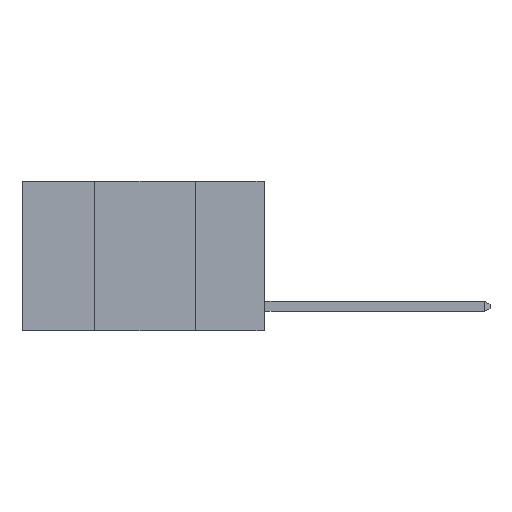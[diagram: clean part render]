
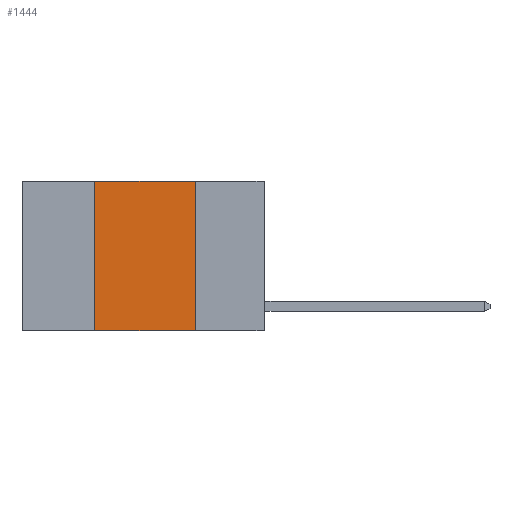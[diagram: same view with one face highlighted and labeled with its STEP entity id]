
A CAD part, left-side view. The second image highlights one B-rep face of the part: STEP entity #1444.
In plain terms, the highlighted planar face has unit normal (-1, 0, 0).
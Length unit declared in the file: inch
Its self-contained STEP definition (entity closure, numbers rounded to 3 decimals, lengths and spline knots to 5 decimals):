
#123 = LINE ( 'NONE', #7571, #8335 ) ;
#462 = CARTESIAN_POINT ( 'NONE',  ( 0., 0.42, 0. ) ) ;
#607 = DIRECTION ( 'NONE',  ( 0., 0., -1. ) ) ;
#710 = LINE ( 'NONE', #2740, #7248 ) ;
#826 = VERTEX_POINT ( 'NONE', #462 ) ;
#854 = ORIENTED_EDGE ( 'NONE', *, *, #7856, .F. ) ;
#874 = DIRECTION ( 'NONE',  ( 0., -1., 0. ) ) ;
#1424 = EDGE_CURVE ( 'NONE', #5182, #9883, #8977, .T. ) ;
#1444 = ADVANCED_FACE ( 'NONE', ( #2652 ), #4379, .F. ) ;
#2099 = VECTOR ( 'NONE', #2684, 39.37008 ) ;
#2652 = FACE_OUTER_BOUND ( 'NONE', #8441, .T. ) ;
#2684 = DIRECTION ( 'NONE',  ( 0., 0., 1. ) ) ;
#2740 = CARTESIAN_POINT ( 'NONE',  ( 0., 0.6, 0. ) ) ;
#2886 = DIRECTION ( 'NONE',  ( 1., 0., 0. ) ) ;
#2913 = VECTOR ( 'NONE', #874, 39.37008 ) ;
#3545 = EDGE_CURVE ( 'NONE', #826, #7667, #710, .T. ) ;
#3769 = CARTESIAN_POINT ( 'NONE',  ( 0., 0.42, -0.37 ) ) ;
#4379 = PLANE ( 'NONE',  #5589 ) ;
#4633 = DIRECTION ( 'NONE',  ( 0., 0., -1. ) ) ;
#5046 = CARTESIAN_POINT ( 'NONE',  ( 0., 0.42, 0. ) ) ;
#5114 = CARTESIAN_POINT ( 'NONE',  ( 0., 0.6, 0. ) ) ;
#5182 = VERTEX_POINT ( 'NONE', #3769 ) ;
#5200 = ORIENTED_EDGE ( 'NONE', *, *, #1424, .T. ) ;
#5589 = AXIS2_PLACEMENT_3D ( 'NONE', #5114, #2886, #607 ) ;
#6015 = LINE ( 'NONE', #5046, #2099 ) ;
#6717 = EDGE_CURVE ( 'NONE', #7667, #9883, #123, .T. ) ;
#6924 = ORIENTED_EDGE ( 'NONE', *, *, #6717, .F. ) ;
#6933 = CARTESIAN_POINT ( 'NONE',  ( 0., 0.17, 0. ) ) ;
#7136 = CARTESIAN_POINT ( 'NONE',  ( 0., 0.6, -0.37 ) ) ;
#7248 = VECTOR ( 'NONE', #8066, 39.37008 ) ;
#7571 = CARTESIAN_POINT ( 'NONE',  ( 0., 0.17, 0. ) ) ;
#7667 = VERTEX_POINT ( 'NONE', #6933 ) ;
#7856 = EDGE_CURVE ( 'NONE', #5182, #826, #6015, .T. ) ;
#8066 = DIRECTION ( 'NONE',  ( 0., -1., 0. ) ) ;
#8335 = VECTOR ( 'NONE', #4633, 39.37008 ) ;
#8441 = EDGE_LOOP ( 'NONE', ( #6924, #8930, #854, #5200 ) ) ;
#8479 = CARTESIAN_POINT ( 'NONE',  ( 0., 0.17, -0.37 ) ) ;
#8930 = ORIENTED_EDGE ( 'NONE', *, *, #3545, .F. ) ;
#8977 = LINE ( 'NONE', #7136, #2913 ) ;
#9883 = VERTEX_POINT ( 'NONE', #8479 ) ;
